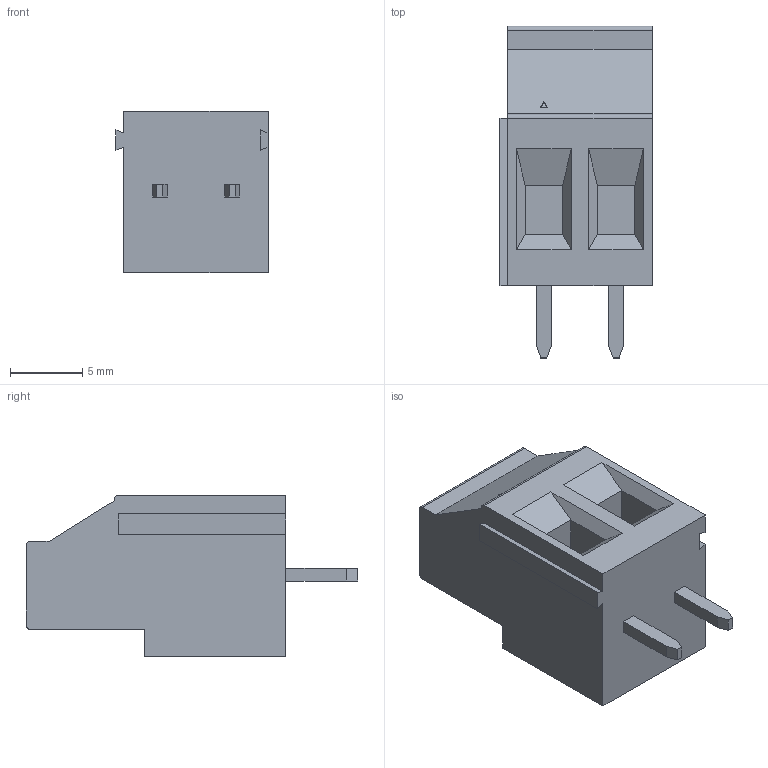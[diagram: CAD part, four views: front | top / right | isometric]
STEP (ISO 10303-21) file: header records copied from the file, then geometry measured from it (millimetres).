
FILE_DESCRIPTION (( 'STEP AP214' ), '1' );
FILE_NAME ('DG130-5.0-02P-14-00AH.STEP', '2021-01-13T20:37:29', ( '' ), ( '' ), 'SwSTEP 2.0', 'SolidWorks 2020', '' );
FILE_SCHEMA (( 'AUTOMOTIVE_DESIGN' ));
Length unit declared in the file: millimetre
Products named in the file (1): DG130-5.0-02P-14-00AH
Bounding box: 10.55 x 23 x 11.2 mm (x, y, z)
Volume: 1510.1 mm3; surface area: 1306.7 mm2
Topology: 1 solids, 1 shells, 381 faces, 1013 edges, 668 vertices
Faces by surface type: plane 197, bspline 159, cylinder 15, torus 10
Entity records: 23011 total; most frequent: CARTESIAN_POINT 11214, ORIENTED_EDGE 2026, DIRECTION 1199, EDGE_CURVE 1013, VERTEX_POINT 668, VECTOR 629, LINE 629, EDGE_LOOP 415
